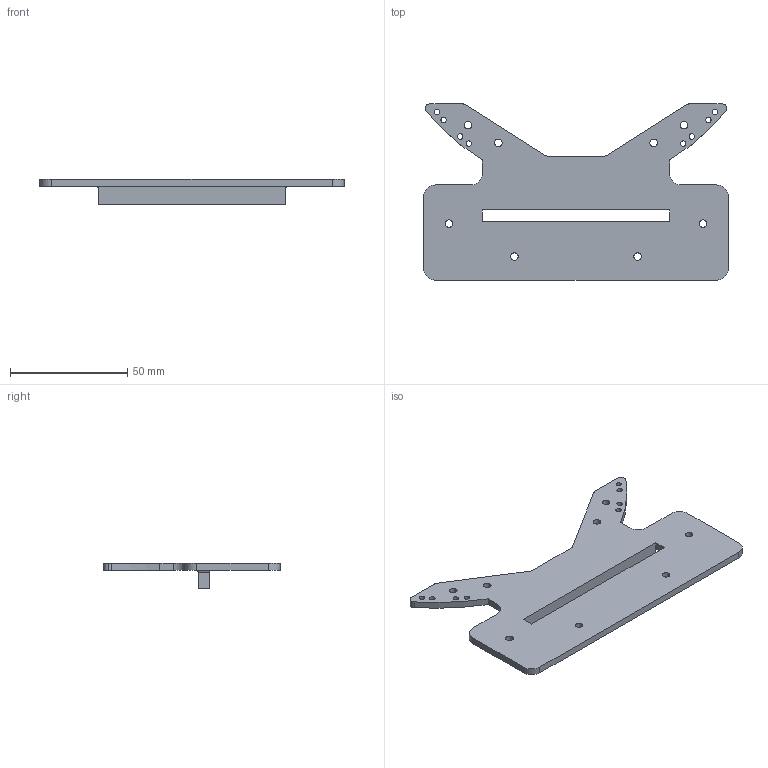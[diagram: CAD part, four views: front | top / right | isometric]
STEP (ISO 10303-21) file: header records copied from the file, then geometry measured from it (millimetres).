
FILE_DESCRIPTION (( 'STEP AP214' ), '1' );
FILE_NAME ('Part7^romi-chassis-kit.STEP', '2024-12-12T22:31:31', ( '' ), ( '' ), 'SwSTEP 2.0', 'SolidWorks 2024', '' );
FILE_SCHEMA (( 'AUTOMOTIVE_DESIGN' ));
Length unit declared in the file: millimetre
Products named in the file (1): Part7^romi-chassis-kit
Bounding box: 130 x 75.29 x 11 mm (x, y, z)
Volume: 23934.4 mm3; surface area: 17495.9 mm2
Topology: 1 solids, 1 shells, 72 faces, 208 edges, 138 vertices
Faces by surface type: cylinder 50, plane 22
Entity records: 2503 total; most frequent: DIRECTION 448, CARTESIAN_POINT 425, ORIENTED_EDGE 416, EDGE_CURVE 208, AXIS2_PLACEMENT_3D 169, VERTEX_POINT 138, LINE 110, VECTOR 110
